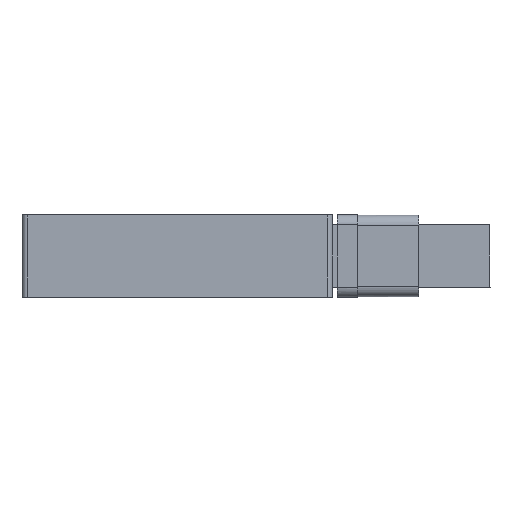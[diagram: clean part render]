
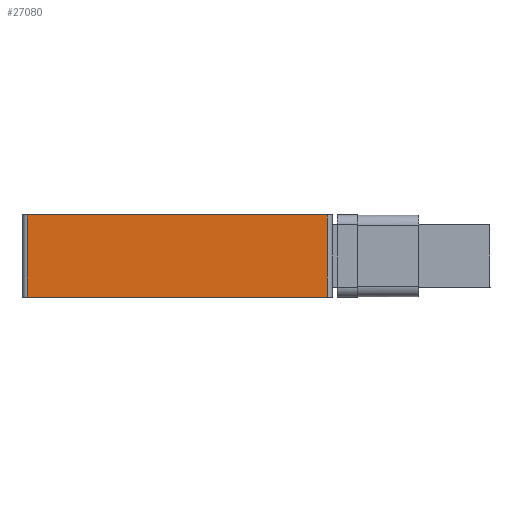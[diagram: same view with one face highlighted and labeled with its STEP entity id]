
A CAD part, front view. The second image highlights one B-rep face of the part: STEP entity #27080.
In plain terms, the highlighted planar face has unit normal (0, -1, 0).
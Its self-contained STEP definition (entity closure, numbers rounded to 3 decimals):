
#1180=CARTESIAN_POINT('',(5.293,-12.8,
-31.62));
#1190=VERTEX_POINT('',#1180);
#1220=CARTESIAN_POINT('',(0.,-12.8,
-31.62));
#1230=DIRECTION('',(-1.,0.,0.));
#1240=VECTOR('',#1230,1.);
#1250=LINE('',#1220,#1240);
#1260=CARTESIAN_POINT('',(-24.207,-12.8,
-31.62));
#1270=VERTEX_POINT('',#1260);
#1280=EDGE_CURVE('',#1190,#1270,#1250,.T.);
#7140=CARTESIAN_POINT('',(-24.207,-12.8,
-39.72));
#7150=VERTEX_POINT('',#7140);
#7180=CARTESIAN_POINT('',(0.,-12.8,
-39.72));
#7190=DIRECTION('',(1.,0.,0.));
#7200=VECTOR('',#7190,1.);
#7210=LINE('',#7180,#7200);
#7220=CARTESIAN_POINT('',(5.293,-12.8,
-39.72));
#7230=VERTEX_POINT('',#7220);
#7240=EDGE_CURVE('',#7150,#7230,#7210,.T.);
#9360=CARTESIAN_POINT('',(-24.207,-12.8,
-31.62));
#9370=DIRECTION('',(0.,0.,1.));
#9380=VECTOR('',#9370,1.);
#9390=LINE('',#9360,#9380);
#9400=CARTESIAN_POINT('',(-24.207,-12.8,
-32.37));
#9410=VERTEX_POINT('',#9400);
#9420=EDGE_CURVE('',#9410,#1270,#9390,.T.);
#9440=EDGE_CURVE('',#7150,#9410,#9390,.T.);
#26870=CARTESIAN_POINT('',(-19.203,-12.8,
-40.53));
#26880=DIRECTION('',(0.,1.,0.));
#26890=DIRECTION('',(1.,0.,0.));
#26900=AXIS2_PLACEMENT_3D('',#26870,#26880,#26890);
#26910=PLANE('',#26900);
#26920=ORIENTED_EDGE('',*,*,#9420,.F.);
#26930=ORIENTED_EDGE('',*,*,#1280,.T.);
#26940=CARTESIAN_POINT('',(5.293,-12.8,
-31.62));
#26950=DIRECTION('',(0.,0.,-1.));
#26960=VECTOR('',#26950,1.);
#26970=LINE('',#26940,#26960);
#26980=CARTESIAN_POINT('',(5.293,-12.8,
-32.37));
#26990=VERTEX_POINT('',#26980);
#27000=EDGE_CURVE('',#1190,#26990,#26970,.T.);
#27010=ORIENTED_EDGE('',*,*,#27000,.F.);
#27020=EDGE_CURVE('',#26990,#7230,#26970,.T.);
#27030=ORIENTED_EDGE('',*,*,#27020,.F.);
#27040=ORIENTED_EDGE('',*,*,#7240,.T.);
#27050=ORIENTED_EDGE('',*,*,#9440,.F.);
#27060=EDGE_LOOP('',(#27050,#27040,#27030,#27010,#26930,#26920));
#27070=FACE_OUTER_BOUND('',#27060,.T.);
#27080=ADVANCED_FACE('',(#27070),#26910,.F.);
